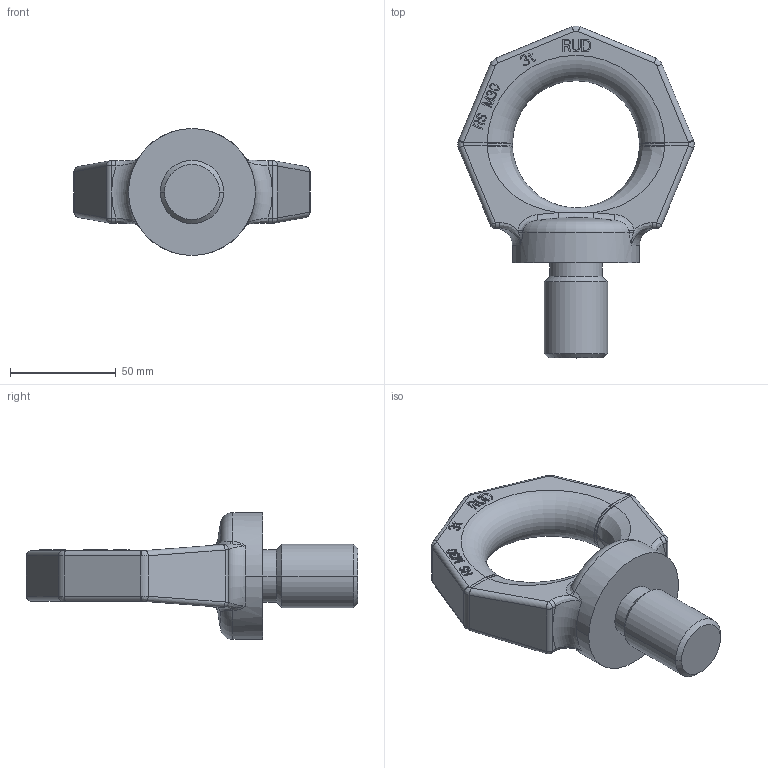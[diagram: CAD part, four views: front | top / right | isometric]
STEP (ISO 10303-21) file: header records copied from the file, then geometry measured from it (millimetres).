
FILE_DESCRIPTION((''),'2;1');
FILE_NAME('001-M31078-X02_ASM','2004-10-07T',('Leichs'),(''),'PRO/ENGINEER BY PARAMETRIC TECHNOLOGY CORPORATION, 2001400','PRO/ENGINEER BY PARAMETRIC TECHNOLOGY CORPORATION, 2001400','');
FILE_SCHEMA(('CONFIG_CONTROL_DESIGN'));
Length unit declared in the file: millimetre
Products named in the file (3): 001-M31078-X02; 001-M31078-Y02; 001-M31078-X02_ASM
Assembly tree (2 placements, depth 2):
  001-M31078-X02_ASM
    001-M31078-X02
    001-M31078-Y02
Bounding box: 111.74 x 156.86 x 60 mm (x, y, z)
Volume: 210138.6 mm3; surface area: 32649.3 mm2
Topology: 2 solids, 2 shells, 484 faces, 1320 edges, 852 vertices
Faces by surface type: plane 379, bspline 54, cylinder 36, cone 6, torus 5, sphere 4
Entity records: 17551 total; most frequent: CARTESIAN_POINT 5563, ORIENTED_EDGE 2640, DIRECTION 2204, EDGE_CURVE 1320, VECTOR 1110, LINE 1110, VERTEX_POINT 852, AXIS2_PLACEMENT_3D 547
